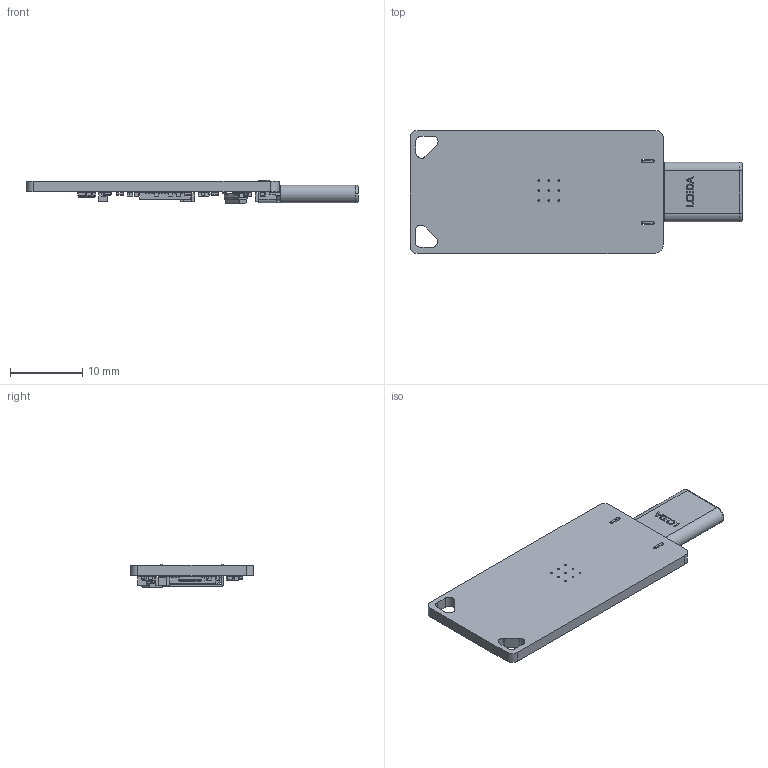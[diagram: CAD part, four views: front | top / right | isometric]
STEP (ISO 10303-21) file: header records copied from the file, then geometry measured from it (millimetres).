
FILE_DESCRIPTION(('KiCad electronic assembly'),'2;1');
FILE_NAME('microkey.step','2025-06-28T01:01:44',('Pcbnew'),('Kicad'), 'Open CASCADE STEP processor 7.8','KiCad to STEP converter','Unknown' );
FILE_SCHEMA(('AUTOMOTIVE_DESIGN { 1 0 10303 214 1 1 1 1 }'));
Length unit declared in the file: millimetre
Products named in the file (9): microkey 1; C_0402_1005Metric; R_0402_1005Metric; QFN-56-1EP_7x7mm_P0.4mm_EP5.6x5.6mm; C_0805_2012Metric; Crystal_SMD_3225-4Pin_3.2x2.5mm; USB-C-SMD_U261-121N-4BS2S; SOT-23-5; microkey_PCB
Assembly tree (32 placements, depth 2):
  microkey 1
    C_0402_1005Metric  x16
    R_0402_1005Metric  x8
    QFN-56-1EP_7x7mm_P0.4mm_EP5.6x5.6mm
    C_0805_2012Metric  x3
    Crystal_SMD_3225-4Pin_3.2x2.5mm
    USB-C-SMD_U261-121N-4BS2S
    SOT-23-5
    microkey_PCB
Bounding box: 45.89 x 17 x 3.25 mm (x, y, z)
Volume: 1123.7 mm3; surface area: 2408.3 mm2
Topology: 33 solids, 33 shells, 1541 faces, 4128 edges, 2715 vertices
Faces by surface type: plane 1039, cylinder 446, bspline 43, cone 7, torus 6
Full cylindrical faces by diameter (mm): 0.25 x9, 0.5 x1
Entity records: 34287 total; most frequent: CARTESIAN_POINT 5852, ORIENTED_EDGE 4856, DIRECTION 4499, EDGE_CURVE 2428, LINE 1983, VECTOR 1983, VERTEX_POINT 1591, AXIS2_PLACEMENT_3D 1258
